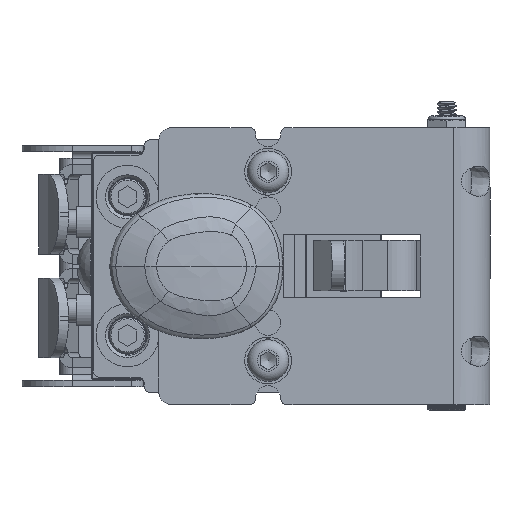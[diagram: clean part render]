
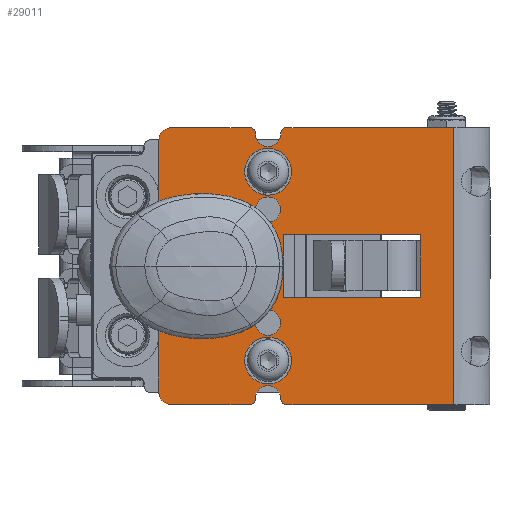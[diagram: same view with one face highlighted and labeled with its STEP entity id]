
A CAD part, left-side view. The second image highlights one B-rep face of the part: STEP entity #29011.
In plain terms, the highlighted planar face has unit normal (-1, 0, 0).
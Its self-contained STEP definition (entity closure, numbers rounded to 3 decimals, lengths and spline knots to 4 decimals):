
#783=FACE_BOUND('',#5054,.T.);
#784=FACE_BOUND('',#5055,.T.);
#785=FACE_BOUND('',#5056,.T.);
#786=FACE_BOUND('',#5057,.T.);
#787=FACE_BOUND('',#5058,.T.);
#788=FACE_BOUND('',#5059,.T.);
#1068=PLANE('',#30794);
#2032=CIRCLE('',#30696,0.0625);
#2053=CIRCLE('',#30719,0.125);
#2054=CIRCLE('',#30721,0.0625);
#2055=CIRCLE('',#30723,0.0625);
#2056=CIRCLE('',#30725,0.125);
#2057=CIRCLE('',#30727,0.0625);
#2058=CIRCLE('',#30730,0.125);
#2059=CIRCLE('',#30733,0.125);
#2060=CIRCLE('',#30736,0.25);
#2061=CIRCLE('',#30738,0.572);
#2062=CIRCLE('',#30740,0.25);
#2093=CIRCLE('',#30787,0.125);
#2094=CIRCLE('',#30789,0.125);
#2095=CIRCLE('',#30791,0.125);
#2096=CIRCLE('',#30793,0.125);
#2097=CIRCLE('',#30795,0.4425);
#3372=FACE_OUTER_BOUND('',#5053,.T.);
#5053=EDGE_LOOP('',(#20005,#20006,#20007,#20008,#20009,#20010,#20011,#20012,
#20013,#20014,#20015,#20016,#20017,#20018,#20019,#20020,#20021,#20022));
#5054=EDGE_LOOP('',(#20023,#20024,#20025,#20026));
#5055=EDGE_LOOP('',(#20027));
#5056=EDGE_LOOP('',(#20028));
#5057=EDGE_LOOP('',(#20029));
#5058=EDGE_LOOP('',(#20030));
#5059=EDGE_LOOP('',(#20031));
#6990=LINE('',#40966,#9119);
#6993=LINE('',#40974,#9122);
#6996=LINE('',#40982,#9125);
#7001=LINE('',#40998,#9130);
#7002=LINE('',#41002,#9131);
#7005=LINE('',#41007,#9134);
#7007=LINE('',#41011,#9136);
#7009=LINE('',#41014,#9138);
#7024=LINE('',#41112,#9153);
#7025=LINE('',#41114,#9154);
#7026=LINE('',#41115,#9155);
#9119=VECTOR('',#33340,0.3937);
#9122=VECTOR('',#33349,0.3937);
#9125=VECTOR('',#33358,0.3937);
#9130=VECTOR('',#33377,0.3937);
#9131=VECTOR('',#33380,0.3937);
#9134=VECTOR('',#33385,0.3937);
#9136=VECTOR('',#33389,0.3937);
#9138=VECTOR('',#33393,0.3937);
#9153=VECTOR('',#33506,0.3937);
#9154=VECTOR('',#33507,0.3937);
#9155=VECTOR('',#33508,0.3937);
#12281=VERTEX_POINT('',#40874);
#12282=VERTEX_POINT('',#40876);
#12313=VERTEX_POINT('',#40942);
#12314=VERTEX_POINT('',#40946);
#12315=VERTEX_POINT('',#40950);
#12316=VERTEX_POINT('',#40951);
#12317=VERTEX_POINT('',#40956);
#12318=VERTEX_POINT('',#40960);
#12319=VERTEX_POINT('',#40964);
#12320=VERTEX_POINT('',#40968);
#12321=VERTEX_POINT('',#40970);
#12322=VERTEX_POINT('',#40976);
#12323=VERTEX_POINT('',#40977);
#12324=VERTEX_POINT('',#40984);
#12325=VERTEX_POINT('',#40986);
#12326=VERTEX_POINT('',#40990);
#12327=VERTEX_POINT('',#40994);
#12328=VERTEX_POINT('',#41000);
#12329=VERTEX_POINT('',#41001);
#12330=VERTEX_POINT('',#41006);
#12331=VERTEX_POINT('',#41010);
#12362=VERTEX_POINT('',#41096);
#12363=VERTEX_POINT('',#41100);
#12364=VERTEX_POINT('',#41104);
#12365=VERTEX_POINT('',#41108);
#12366=VERTEX_POINT('',#41113);
#12367=VERTEX_POINT('',#41116);
#15330=EDGE_CURVE('',#12281,#12282,#2032,.T.);
#15363=EDGE_CURVE('',#12313,#12282,#2053,.T.);
#15365=EDGE_CURVE('',#12313,#12314,#2054,.T.);
#15367=EDGE_CURVE('',#12315,#12316,#2055,.T.);
#15371=EDGE_CURVE('',#12315,#12317,#2056,.T.);
#15373=EDGE_CURVE('',#12318,#12317,#2057,.T.);
#15375=EDGE_CURVE('',#12319,#12318,#6990,.T.);
#15377=EDGE_CURVE('',#12320,#12321,#2058,.T.);
#15379=EDGE_CURVE('',#12316,#12320,#6993,.T.);
#15380=EDGE_CURVE('',#12322,#12323,#2059,.T.);
#15383=EDGE_CURVE('',#12323,#12281,#6996,.T.);
#15385=EDGE_CURVE('',#12324,#12325,#2060,.T.);
#15388=EDGE_CURVE('',#12324,#12326,#2061,.T.);
#15390=EDGE_CURVE('',#12327,#12326,#2062,.T.);
#15391=EDGE_CURVE('',#12327,#12321,#7001,.T.);
#15392=EDGE_CURVE('',#12328,#12329,#7002,.T.);
#15395=EDGE_CURVE('',#12329,#12330,#7005,.T.);
#15397=EDGE_CURVE('',#12330,#12331,#7007,.T.);
#15399=EDGE_CURVE('',#12331,#12328,#7009,.T.);
#15440=EDGE_CURVE('',#12362,#12362,#2093,.T.);
#15442=EDGE_CURVE('',#12363,#12363,#2094,.T.);
#15444=EDGE_CURVE('',#12364,#12364,#2095,.T.);
#15446=EDGE_CURVE('',#12365,#12365,#2096,.T.);
#15448=EDGE_CURVE('',#12322,#12325,#7024,.T.);
#15449=EDGE_CURVE('',#12319,#12366,#7025,.T.);
#15450=EDGE_CURVE('',#12314,#12366,#7026,.T.);
#15451=EDGE_CURVE('',#12367,#12367,#2097,.T.);
#20005=ORIENTED_EDGE('',*,*,#15330,.F.);
#20006=ORIENTED_EDGE('',*,*,#15383,.F.);
#20007=ORIENTED_EDGE('',*,*,#15380,.F.);
#20008=ORIENTED_EDGE('',*,*,#15448,.T.);
#20009=ORIENTED_EDGE('',*,*,#15385,.F.);
#20010=ORIENTED_EDGE('',*,*,#15388,.T.);
#20011=ORIENTED_EDGE('',*,*,#15390,.F.);
#20012=ORIENTED_EDGE('',*,*,#15391,.T.);
#20013=ORIENTED_EDGE('',*,*,#15377,.F.);
#20014=ORIENTED_EDGE('',*,*,#15379,.F.);
#20015=ORIENTED_EDGE('',*,*,#15367,.F.);
#20016=ORIENTED_EDGE('',*,*,#15371,.T.);
#20017=ORIENTED_EDGE('',*,*,#15373,.F.);
#20018=ORIENTED_EDGE('',*,*,#15375,.F.);
#20019=ORIENTED_EDGE('',*,*,#15449,.T.);
#20020=ORIENTED_EDGE('',*,*,#15450,.F.);
#20021=ORIENTED_EDGE('',*,*,#15365,.F.);
#20022=ORIENTED_EDGE('',*,*,#15363,.T.);
#20023=ORIENTED_EDGE('',*,*,#15397,.T.);
#20024=ORIENTED_EDGE('',*,*,#15399,.T.);
#20025=ORIENTED_EDGE('',*,*,#15392,.T.);
#20026=ORIENTED_EDGE('',*,*,#15395,.T.);
#20027=ORIENTED_EDGE('',*,*,#15451,.T.);
#20028=ORIENTED_EDGE('',*,*,#15446,.T.);
#20029=ORIENTED_EDGE('',*,*,#15444,.T.);
#20030=ORIENTED_EDGE('',*,*,#15442,.T.);
#20031=ORIENTED_EDGE('',*,*,#15440,.T.);
#29011=ADVANCED_FACE('',(#3372,#783,#784,#785,#786,#787,#788),#1068,.F.);
#30696=AXIS2_PLACEMENT_3D('',#40877,#33255,#33256);
#30719=AXIS2_PLACEMENT_3D('',#40943,#33313,#33314);
#30721=AXIS2_PLACEMENT_3D('',#40947,#33318,#33319);
#30723=AXIS2_PLACEMENT_3D('',#40952,#33323,#33324);
#30725=AXIS2_PLACEMENT_3D('',#40958,#33330,#33331);
#30727=AXIS2_PLACEMENT_3D('',#40962,#33335,#33336);
#30730=AXIS2_PLACEMENT_3D('',#40971,#33344,#33345);
#30733=AXIS2_PLACEMENT_3D('',#40978,#33352,#33353);
#30736=AXIS2_PLACEMENT_3D('',#40987,#33362,#33363);
#30738=AXIS2_PLACEMENT_3D('',#40992,#33368,#33369);
#30740=AXIS2_PLACEMENT_3D('',#40996,#33373,#33374);
#30787=AXIS2_PLACEMENT_3D('',#41097,#33486,#33487);
#30789=AXIS2_PLACEMENT_3D('',#41101,#33491,#33492);
#30791=AXIS2_PLACEMENT_3D('',#41105,#33496,#33497);
#30793=AXIS2_PLACEMENT_3D('',#41109,#33501,#33502);
#30794=AXIS2_PLACEMENT_3D('',#41111,#33504,#33505);
#30795=AXIS2_PLACEMENT_3D('',#41117,#33509,#33510);
#33255=DIRECTION('center_axis',(1.,0.,0.));
#33256=DIRECTION('ref_axis',(0.,-0.708,0.706));
#33313=DIRECTION('center_axis',(1.,0.,0.));
#33314=DIRECTION('ref_axis',(0.,0.,-1.));
#33318=DIRECTION('center_axis',(1.,0.,0.));
#33319=DIRECTION('ref_axis',(0.,0.708,0.706));
#33323=DIRECTION('center_axis',(1.,0.,0.));
#33324=DIRECTION('ref_axis',(0.,-0.708,-0.706));
#33330=DIRECTION('center_axis',(1.,0.,0.));
#33331=DIRECTION('ref_axis',(0.,0.,-1.));
#33335=DIRECTION('center_axis',(1.,0.,0.));
#33336=DIRECTION('ref_axis',(0.,0.708,-0.706));
#33340=DIRECTION('',(0.,1.,0.));
#33344=DIRECTION('center_axis',(1.,0.,0.));
#33345=DIRECTION('ref_axis',(0.,0.707,-0.707));
#33349=DIRECTION('',(0.,1.,0.));
#33352=DIRECTION('center_axis',(1.,0.,0.));
#33353=DIRECTION('ref_axis',(0.,0.707,0.707));
#33358=DIRECTION('',(0.,-1.,0.));
#33362=DIRECTION('center_axis',(-1.,0.,0.));
#33363=DIRECTION('ref_axis',(0.,-0.914,-0.407));
#33368=DIRECTION('center_axis',(-1.,0.,0.));
#33369=DIRECTION('ref_axis',(0.,-0.525,0.851));
#33373=DIRECTION('center_axis',(-1.,0.,0.));
#33374=DIRECTION('ref_axis',(0.,-0.914,0.407));
#33377=DIRECTION('',(0.,0.,-1.));
#33380=DIRECTION('',(0.,1.,0.));
#33385=DIRECTION('',(0.,0.,1.));
#33389=DIRECTION('',(0.,-1.,0.));
#33393=DIRECTION('',(0.,0.,-1.));
#33486=DIRECTION('center_axis',(1.,0.,0.));
#33487=DIRECTION('ref_axis',(0.,0.,-1.));
#33491=DIRECTION('center_axis',(1.,0.,0.));
#33492=DIRECTION('ref_axis',(0.,0.,-1.));
#33496=DIRECTION('center_axis',(1.,0.,0.));
#33497=DIRECTION('ref_axis',(0.,0.,-1.));
#33501=DIRECTION('center_axis',(1.,0.,0.));
#33502=DIRECTION('ref_axis',(0.,0.,-1.));
#33504=DIRECTION('center_axis',(1.,0.,0.));
#33505=DIRECTION('ref_axis',(0.,1.,0.));
#33506=DIRECTION('',(0.,0.,-1.));
#33507=DIRECTION('',(0.,0.,1.));
#33508=DIRECTION('',(0.,-1.,0.));
#33509=DIRECTION('center_axis',(1.,0.,0.));
#33510=DIRECTION('ref_axis',(0.,0.,-1.));
#40874=CARTESIAN_POINT('',(0.,0.5966,1.375));
#40876=CARTESIAN_POINT('',(0.,0.5341,1.3123));
#40877=CARTESIAN_POINT('Origin',(0.,0.5966,1.3125));
#40942=CARTESIAN_POINT('',(0.,0.2841,1.3123));
#40943=CARTESIAN_POINT('Origin',(0.,0.4091,1.312));
#40946=CARTESIAN_POINT('',(0.,0.2216,1.375));
#40947=CARTESIAN_POINT('Origin',(0.,0.2216,1.3125));
#40950=CARTESIAN_POINT('',(0.,0.5341,-1.3123));
#40951=CARTESIAN_POINT('',(0.,0.5966,-1.375));
#40952=CARTESIAN_POINT('Origin',(0.,0.5966,-1.3125));
#40956=CARTESIAN_POINT('',(0.,0.2841,-1.3123));
#40958=CARTESIAN_POINT('Origin',(0.,0.4091,-1.312));
#40960=CARTESIAN_POINT('',(0.,0.2216,-1.375));
#40962=CARTESIAN_POINT('Origin',(0.,0.2216,-1.3125));
#40964=CARTESIAN_POINT('',(0.,-1.4349,-1.375));
#40966=CARTESIAN_POINT('',(0.,-1.7935,-1.375));
#40968=CARTESIAN_POINT('',(0.,1.3685,-1.375));
#40970=CARTESIAN_POINT('',(0.,1.4935,-1.25));
#40971=CARTESIAN_POINT('Origin',(0.,1.3685,-1.25));
#40974=CARTESIAN_POINT('',(0.,-1.7935,-1.375));
#40976=CARTESIAN_POINT('',(0.,1.4935,1.25));
#40977=CARTESIAN_POINT('',(0.,1.3685,1.375));
#40978=CARTESIAN_POINT('Origin',(0.,1.3685,1.25));
#40982=CARTESIAN_POINT('',(0.,1.7935,1.375));
#40984=CARTESIAN_POINT('',(0.,1.5762,0.4251));
#40986=CARTESIAN_POINT('',(0.,1.4935,0.6108));
#40987=CARTESIAN_POINT('Origin',(0.,1.7435,0.6108));
#40990=CARTESIAN_POINT('',(0.,1.5762,-0.4251));
#40992=CARTESIAN_POINT('Origin',(0.,1.1934,0.));
#40994=CARTESIAN_POINT('',(0.,1.4935,-0.6108));
#40996=CARTESIAN_POINT('Origin',(0.,1.7435,-0.6108));
#40998=CARTESIAN_POINT('',(0.,1.4935,-0.6875));
#41000=CARTESIAN_POINT('',(0.,-1.1015,-0.3125));
#41001=CARTESIAN_POINT('',(0.,0.261,-0.3125));
#41002=CARTESIAN_POINT('',(0.,-0.5507,-0.3125));
#41006=CARTESIAN_POINT('',(0.,0.261,0.3125));
#41007=CARTESIAN_POINT('',(0.,0.261,-0.1563));
#41010=CARTESIAN_POINT('',(0.,-1.1015,0.3125));
#41011=CARTESIAN_POINT('',(0.,0.1305,0.3125));
#41014=CARTESIAN_POINT('',(0.,-1.1015,0.1563));
#41096=CARTESIAN_POINT('',(0.,0.4091,-0.437));
#41097=CARTESIAN_POINT('Origin',(0.,0.4091,-0.562));
#41100=CARTESIAN_POINT('',(0.,0.4091,1.062));
#41101=CARTESIAN_POINT('Origin',(0.,0.4091,0.937));
#41104=CARTESIAN_POINT('',(0.,0.4091,0.687));
#41105=CARTESIAN_POINT('Origin',(0.,0.4091,0.562));
#41108=CARTESIAN_POINT('',(0.,0.4091,-0.812));
#41109=CARTESIAN_POINT('Origin',(0.,0.4091,-0.937));
#41111=CARTESIAN_POINT('Origin',(0.,0.,0.));
#41112=CARTESIAN_POINT('',(0.,1.4935,0.2435));
#41113=CARTESIAN_POINT('',(0.,-1.4349,1.375));
#41114=CARTESIAN_POINT('',(0.,-1.4349,0.6875));
#41115=CARTESIAN_POINT('',(0.,1.7935,1.375));
#41116=CARTESIAN_POINT('',(0.,1.1508,0.4425));
#41117=CARTESIAN_POINT('Origin',(0.,1.1508,0.));
